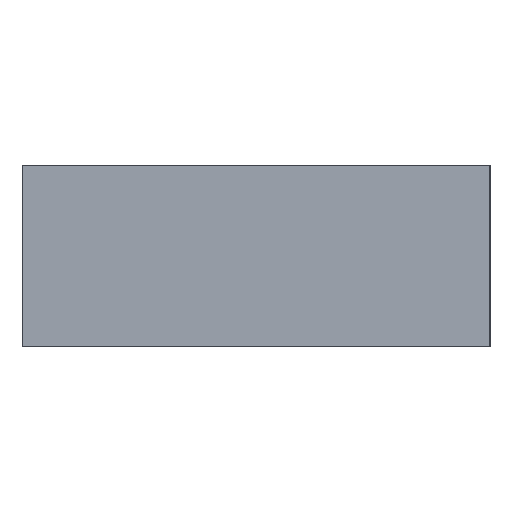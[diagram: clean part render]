
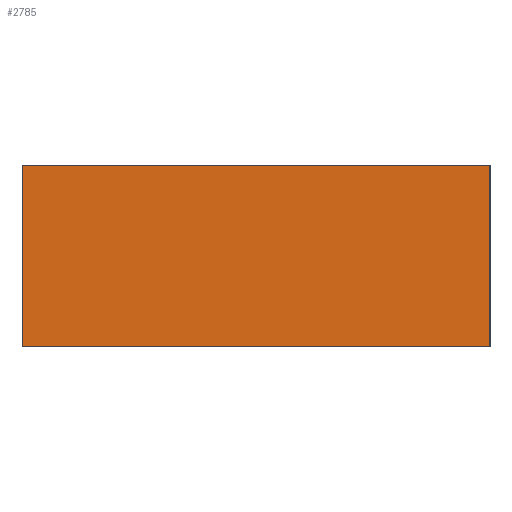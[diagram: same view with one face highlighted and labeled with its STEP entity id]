
A CAD part, left-side view. The second image highlights one B-rep face of the part: STEP entity #2785.
In plain terms, the highlighted planar face has unit normal (-1, 0, 0).
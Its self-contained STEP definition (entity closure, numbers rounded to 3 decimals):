
#27 = EDGE_LOOP ( 'NONE', ( #3319, #1386, #3665, #1324 ) ) ;
#156 = CARTESIAN_POINT ( 'NONE',  ( 0., 8.5, 0. ) ) ;
#267 = LINE ( 'NONE', #156, #800 ) ;
#376 = VERTEX_POINT ( 'NONE', #2324 ) ;
#421 = CARTESIAN_POINT ( 'NONE',  ( 0., 0., 0. ) ) ;
#553 = FACE_OUTER_BOUND ( 'NONE', #27, .T. ) ;
#577 = EDGE_CURVE ( 'NONE', #376, #4045, #2462, .T. ) ;
#594 = VECTOR ( 'NONE', #1441, 1000. ) ;
#793 = CARTESIAN_POINT ( 'NONE',  ( 0., 0., 0. ) ) ;
#800 = VECTOR ( 'NONE', #1418, 1000. ) ;
#902 = DIRECTION ( 'NONE',  ( 0., 1., 0. ) ) ;
#1021 = CARTESIAN_POINT ( 'NONE',  ( 0., 8.5, 3.291 ) ) ;
#1324 = ORIENTED_EDGE ( 'NONE', *, *, #577, .T. ) ;
#1386 = ORIENTED_EDGE ( 'NONE', *, *, #3951, .T. ) ;
#1401 = VERTEX_POINT ( 'NONE', #2811 ) ;
#1418 = DIRECTION ( 'NONE',  ( 0., 0., -1. ) ) ;
#1441 = DIRECTION ( 'NONE',  ( 0., 0., 1. ) ) ;
#1895 = VERTEX_POINT ( 'NONE', #3750 ) ;
#1907 = VECTOR ( 'NONE', #3934, 1000. ) ;
#2209 = CARTESIAN_POINT ( 'NONE',  ( 0., 0., 3.291 ) ) ;
#2228 = AXIS2_PLACEMENT_3D ( 'NONE', #421, #2383, #3359 ) ;
#2324 = CARTESIAN_POINT ( 'NONE',  ( 0., 0., 3.291 ) ) ;
#2383 = DIRECTION ( 'NONE',  ( -1., 0., 0. ) ) ;
#2462 = LINE ( 'NONE', #2209, #4126 ) ;
#2641 = CARTESIAN_POINT ( 'NONE',  ( 0., 0., 0. ) ) ;
#2785 = ADVANCED_FACE ( 'NONE', ( #553 ), #3725, .T. ) ;
#2811 = CARTESIAN_POINT ( 'NONE',  ( 0., 8.5, 0. ) ) ;
#2836 = EDGE_CURVE ( 'NONE', #1895, #376, #3622, .T. ) ;
#3305 = LINE ( 'NONE', #2641, #1907 ) ;
#3319 = ORIENTED_EDGE ( 'NONE', *, *, #3695, .T. ) ;
#3359 = DIRECTION ( 'NONE',  ( 0., 0., 1. ) ) ;
#3622 = LINE ( 'NONE', #793, #594 ) ;
#3665 = ORIENTED_EDGE ( 'NONE', *, *, #2836, .T. ) ;
#3695 = EDGE_CURVE ( 'NONE', #4045, #1401, #267, .T. ) ;
#3725 = PLANE ( 'NONE',  #2228 ) ;
#3750 = CARTESIAN_POINT ( 'NONE',  ( 0., 0., 0. ) ) ;
#3934 = DIRECTION ( 'NONE',  ( 0., -1., 0. ) ) ;
#3951 = EDGE_CURVE ( 'NONE', #1401, #1895, #3305, .T. ) ;
#4045 = VERTEX_POINT ( 'NONE', #1021 ) ;
#4126 = VECTOR ( 'NONE', #902, 1000. ) ;
